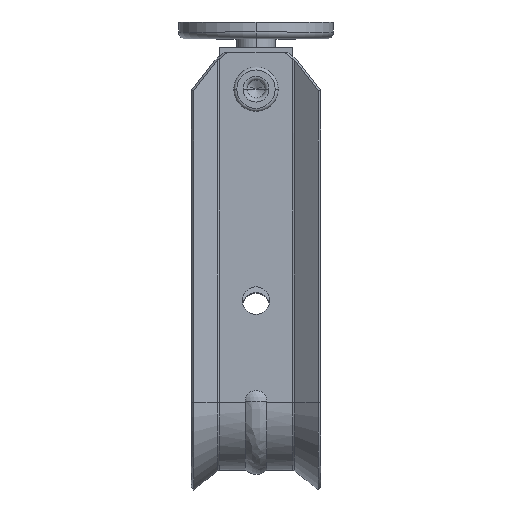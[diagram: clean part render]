
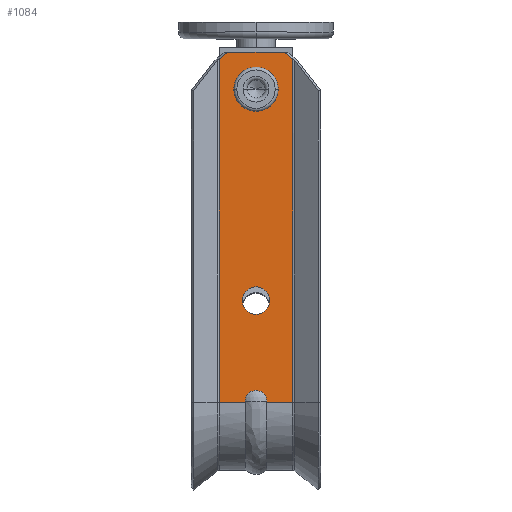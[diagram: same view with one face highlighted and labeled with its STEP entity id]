
A CAD part, top view. The second image highlights one B-rep face of the part: STEP entity #1084.
In plain terms, the highlighted planar face has unit normal (0, 0, 1).
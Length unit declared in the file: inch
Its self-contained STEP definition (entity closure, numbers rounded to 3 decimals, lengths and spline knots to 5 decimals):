
#355 = EDGE_CURVE ( 'NONE', #14524, #10821, #18795, .T. ) ;
#757 = LINE ( 'NONE', #3846, #18615 ) ;
#1058 = VECTOR ( 'NONE', #13156, 39.37008 ) ;
#1084 = ADVANCED_FACE ( 'NONE', ( #7874, #4468, #21262 ), #21480, .F. ) ;
#1239 = EDGE_CURVE ( 'NONE', #16997, #18803, #12257, .T. ) ;
#1416 = DIRECTION ( 'NONE',  ( -0.789, 0.614, 0. ) ) ;
#1989 = EDGE_CURVE ( 'NONE', #19546, #7513, #15450, .T. ) ;
#1996 = CARTESIAN_POINT ( 'NONE',  ( 0.11, -3.558, 0.042 ) ) ;
#2194 = CARTESIAN_POINT ( 'NONE',  ( -0.375, -3.558, 0.042 ) ) ;
#2329 = CARTESIAN_POINT ( 'NONE',  ( -0.28916, 0., 0.042 ) ) ;
#2592 = LINE ( 'NONE', #14344, #21388 ) ;
#2656 = VERTEX_POINT ( 'NONE', #8359 ) ;
#2996 = CARTESIAN_POINT ( 'NONE',  ( 0.11, -3.548, 0.042 ) ) ;
#3172 = CARTESIAN_POINT ( 'NONE',  ( 0.11711, 0.13394, 0.042 ) ) ;
#3670 = DIRECTION ( 'NONE',  ( 0., 0., 1. ) ) ;
#3846 = CARTESIAN_POINT ( 'NONE',  ( 0.375, 0., 0.042 ) ) ;
#4105 = DIRECTION ( 'NONE',  ( 0., 0., 1. ) ) ;
#4260 = AXIS2_PLACEMENT_3D ( 'NONE', #19468, #14311, #17945 ) ;
#4445 = ORIENTED_EDGE ( 'NONE', *, *, #4872, .T. ) ;
#4468 = FACE_BOUND ( 'NONE', #16011, .T. ) ;
#4524 = VECTOR ( 'NONE', #1416, 39.37008 ) ;
#4583 = ORIENTED_EDGE ( 'NONE', *, *, #9034, .T. ) ;
#4872 = EDGE_CURVE ( 'NONE', #18700, #5884, #20058, .T. ) ;
#4899 = AXIS2_PLACEMENT_3D ( 'NONE', #18095, #14792, #11161 ) ;
#5350 = VERTEX_POINT ( 'NONE', #2996 ) ;
#5802 = ORIENTED_EDGE ( 'NONE', *, *, #9083, .T. ) ;
#5809 = LINE ( 'NONE', #14046, #15772 ) ;
#5884 = VERTEX_POINT ( 'NONE', #10650 ) ;
#6233 = ORIENTED_EDGE ( 'NONE', *, *, #21019, .F. ) ;
#6470 = LINE ( 'NONE', #6574, #1058 ) ;
#6574 = CARTESIAN_POINT ( 'NONE',  ( 0.11, -3.548, 0.042 ) ) ;
#7289 = AXIS2_PLACEMENT_3D ( 'NONE', #17152, #13624, #20108 ) ;
#7340 = ORIENTED_EDGE ( 'NONE', *, *, #12179, .F. ) ;
#7513 = VERTEX_POINT ( 'NONE', #9588 ) ;
#7669 = ORIENTED_EDGE ( 'NONE', *, *, #355, .F. ) ;
#7782 = CARTESIAN_POINT ( 'NONE',  ( -0.11, -3.558, 0.042 ) ) ;
#7874 = FACE_BOUND ( 'NONE', #18386, .T. ) ;
#7999 = VECTOR ( 'NONE', #20839, 39.37008 ) ;
#8303 = CARTESIAN_POINT ( 'NONE',  ( 0.375, -0.06682, 0.042 ) ) ;
#8327 = CARTESIAN_POINT ( 'NONE',  ( 0., -2.525, 0.042 ) ) ;
#8359 = CARTESIAN_POINT ( 'NONE',  ( 0.28916, 0., 0.042 ) ) ;
#8485 = VERTEX_POINT ( 'NONE', #2329 ) ;
#8500 = DIRECTION ( 'NONE',  ( 1., 0., 0. ) ) ;
#8749 = DIRECTION ( 'NONE',  ( 1., 0., 0. ) ) ;
#8862 = CARTESIAN_POINT ( 'NONE',  ( -0.375, -3.558, 0.042 ) ) ;
#9034 = EDGE_CURVE ( 'NONE', #5350, #19546, #6470, .T. ) ;
#9083 = EDGE_CURVE ( 'NONE', #12490, #2656, #13055, .T. ) ;
#9588 = CARTESIAN_POINT ( 'NONE',  ( 0.375, -3.558, 0.042 ) ) ;
#9742 = CIRCLE ( 'NONE', #7289, 0.14 ) ;
#10076 = AXIS2_PLACEMENT_3D ( 'NONE', #8327, #18544, #10081 ) ;
#10081 = DIRECTION ( 'NONE',  ( 1., 0., 0. ) ) ;
#10649 = EDGE_CURVE ( 'NONE', #8485, #18700, #5809, .T. ) ;
#10650 = CARTESIAN_POINT ( 'NONE',  ( -0.375, -3.558, 0.042 ) ) ;
#10760 = CARTESIAN_POINT ( 'NONE',  ( 0.14, -0.375, 0.042 ) ) ;
#10821 = VERTEX_POINT ( 'NONE', #7782 ) ;
#10926 = ORIENTED_EDGE ( 'NONE', *, *, #16667, .F. ) ;
#11161 = DIRECTION ( 'NONE',  ( -1., 0., 0. ) ) ;
#11634 = EDGE_CURVE ( 'NONE', #5884, #10821, #19428, .T. ) ;
#11777 = VECTOR ( 'NONE', #8749, 39.37008 ) ;
#11985 = CARTESIAN_POINT ( 'NONE',  ( -0.11, -3.548, 0.042 ) ) ;
#12164 = ORIENTED_EDGE ( 'NONE', *, *, #12966, .F. ) ;
#12179 = EDGE_CURVE ( 'NONE', #18803, #16997, #15690, .T. ) ;
#12257 = CIRCLE ( 'NONE', #16123, 0.14 ) ;
#12291 = DIRECTION ( 'NONE',  ( 0., -1., 0. ) ) ;
#12490 = VERTEX_POINT ( 'NONE', #8303 ) ;
#12966 = EDGE_CURVE ( 'NONE', #5350, #14524, #15002, .T. ) ;
#13055 = LINE ( 'NONE', #3172, #4524 ) ;
#13156 = DIRECTION ( 'NONE',  ( 0., -1., 0. ) ) ;
#13528 = ORIENTED_EDGE ( 'NONE', *, *, #11634, .T. ) ;
#13624 = DIRECTION ( 'NONE',  ( 0., 0., 1. ) ) ;
#13647 = CARTESIAN_POINT ( 'NONE',  ( 0., -3.548, 0.042 ) ) ;
#13751 = VECTOR ( 'NONE', #17149, 39.37008 ) ;
#14046 = CARTESIAN_POINT ( 'NONE',  ( -0.30109, -0.00929, 0.042 ) ) ;
#14311 = DIRECTION ( 'NONE',  ( 0., 0., 1. ) ) ;
#14314 = CARTESIAN_POINT ( 'NONE',  ( 0., -2.525, 0.042 ) ) ;
#14344 = CARTESIAN_POINT ( 'NONE',  ( -0.375, 0., 0.042 ) ) ;
#14524 = VERTEX_POINT ( 'NONE', #17361 ) ;
#14550 = ORIENTED_EDGE ( 'NONE', *, *, #1239, .F. ) ;
#14683 = CARTESIAN_POINT ( 'NONE',  ( 0.14, -2.525, 0.042 ) ) ;
#14771 = ORIENTED_EDGE ( 'NONE', *, *, #21544, .F. ) ;
#14792 = DIRECTION ( 'NONE',  ( 0., 0., -1. ) ) ;
#15002 = CIRCLE ( 'NONE', #17818, 0.11 ) ;
#15145 = CIRCLE ( 'NONE', #4260, 0.14 ) ;
#15450 = LINE ( 'NONE', #8862, #11777 ) ;
#15690 = CIRCLE ( 'NONE', #10076, 0.14 ) ;
#15693 = CARTESIAN_POINT ( 'NONE',  ( -0.375, -0.06682, 0.042 ) ) ;
#15772 = VECTOR ( 'NONE', #15916, 39.37008 ) ;
#15905 = EDGE_CURVE ( 'NONE', #16691, #15970, #9742, .T. ) ;
#15916 = DIRECTION ( 'NONE',  ( -0.789, -0.614, 0. ) ) ;
#15970 = VERTEX_POINT ( 'NONE', #10760 ) ;
#16011 = EDGE_LOOP ( 'NONE', ( #7340, #14550 ) ) ;
#16123 = AXIS2_PLACEMENT_3D ( 'NONE', #14314, #4105, #19575 ) ;
#16667 = EDGE_CURVE ( 'NONE', #15970, #16691, #15145, .T. ) ;
#16691 = VERTEX_POINT ( 'NONE', #17625 ) ;
#16941 = CARTESIAN_POINT ( 'NONE',  ( -0.14, -2.525, 0.042 ) ) ;
#16997 = VERTEX_POINT ( 'NONE', #16941 ) ;
#17082 = DIRECTION ( 'NONE',  ( 0., -1., 0. ) ) ;
#17149 = DIRECTION ( 'NONE',  ( 0., -1., 0. ) ) ;
#17152 = CARTESIAN_POINT ( 'NONE',  ( 0., -0.375, 0.042 ) ) ;
#17361 = CARTESIAN_POINT ( 'NONE',  ( -0.11, -3.548, 0.042 ) ) ;
#17625 = CARTESIAN_POINT ( 'NONE',  ( -0.14, -0.375, 0.042 ) ) ;
#17818 = AXIS2_PLACEMENT_3D ( 'NONE', #13647, #3670, #8500 ) ;
#17945 = DIRECTION ( 'NONE',  ( 1., 0., 0. ) ) ;
#18095 = CARTESIAN_POINT ( 'NONE',  ( -0.375, 0., 0.042 ) ) ;
#18386 = EDGE_LOOP ( 'NONE', ( #10926, #18808 ) ) ;
#18538 = EDGE_LOOP ( 'NONE', ( #14771, #21545, #4445, #13528, #7669, #12164, #4583, #20320, #6233, #5802 ) ) ;
#18544 = DIRECTION ( 'NONE',  ( 0., 0., 1. ) ) ;
#18615 = VECTOR ( 'NONE', #12291, 39.37008 ) ;
#18700 = VERTEX_POINT ( 'NONE', #15693 ) ;
#18795 = LINE ( 'NONE', #11985, #13751 ) ;
#18803 = VERTEX_POINT ( 'NONE', #14683 ) ;
#18808 = ORIENTED_EDGE ( 'NONE', *, *, #15905, .F. ) ;
#19428 = LINE ( 'NONE', #2194, #7999 ) ;
#19468 = CARTESIAN_POINT ( 'NONE',  ( 0., -0.375, 0.042 ) ) ;
#19546 = VERTEX_POINT ( 'NONE', #1996 ) ;
#19575 = DIRECTION ( 'NONE',  ( 1., 0., 0. ) ) ;
#20058 = LINE ( 'NONE', #20153, #21650 ) ;
#20108 = DIRECTION ( 'NONE',  ( 1., 0., 0. ) ) ;
#20153 = CARTESIAN_POINT ( 'NONE',  ( -0.375, 0., 0.042 ) ) ;
#20320 = ORIENTED_EDGE ( 'NONE', *, *, #1989, .T. ) ;
#20839 = DIRECTION ( 'NONE',  ( 1., 0., 0. ) ) ;
#21019 = EDGE_CURVE ( 'NONE', #12490, #7513, #757, .T. ) ;
#21031 = DIRECTION ( 'NONE',  ( 1., 0., 0. ) ) ;
#21262 = FACE_OUTER_BOUND ( 'NONE', #18538, .T. ) ;
#21388 = VECTOR ( 'NONE', #21031, 39.37008 ) ;
#21480 = PLANE ( 'NONE',  #4899 ) ;
#21544 = EDGE_CURVE ( 'NONE', #8485, #2656, #2592, .T. ) ;
#21545 = ORIENTED_EDGE ( 'NONE', *, *, #10649, .T. ) ;
#21650 = VECTOR ( 'NONE', #17082, 39.37008 ) ;
